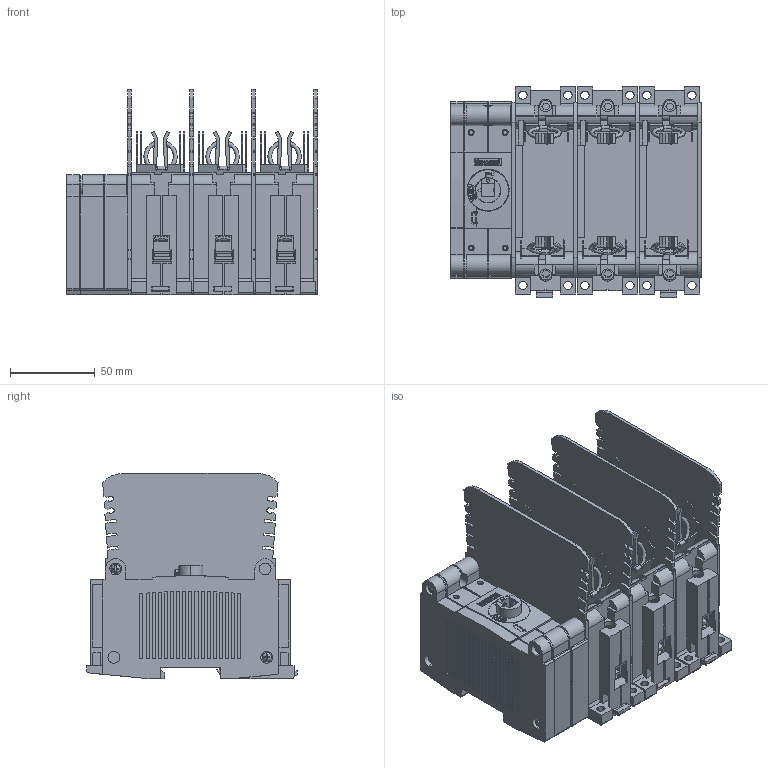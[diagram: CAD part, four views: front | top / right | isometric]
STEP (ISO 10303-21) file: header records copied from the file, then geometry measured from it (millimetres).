
FILE_DESCRIPTION(('STEP AP214'),'1');
FILE_NAME('cctmp_D6766F62-52D7-40AD-8C19-CCDA5980A0E8_2023_09_12_14_16_44_0422..stp','2023-09-12T12:16:46',('SIEMENS A&D'),('CADClick - www.CADClick.com'),'Spatial InterOp 3D',' ','unknown authorization');
FILE_SCHEMA(('AUTOMOTIVE_DESIGN'));
Length unit declared in the file: millimetre
Products named in the file (1): 1
Bounding box: 147.55 x 123.9 x 120.7 mm (x, y, z)
Volume: 904085.2 mm3; surface area: 291138.8 mm2
Topology: 13 solids, 21 shells, 3975 faces, 11352 edges, 7529 vertices
Faces by surface type: plane 2854, cylinder 1081, torus 34, sphere 4, cone 2
Entity records: 164704 total; most frequent: CARTESIAN_POINT 26282, ORIENTED_EDGE 22696, DIRECTION 21720, EDGE_CURVE 11348, LINE 8538, VECTOR 8538, VERTEX_POINT 7529, AXIS2_PLACEMENT_3D 6591
